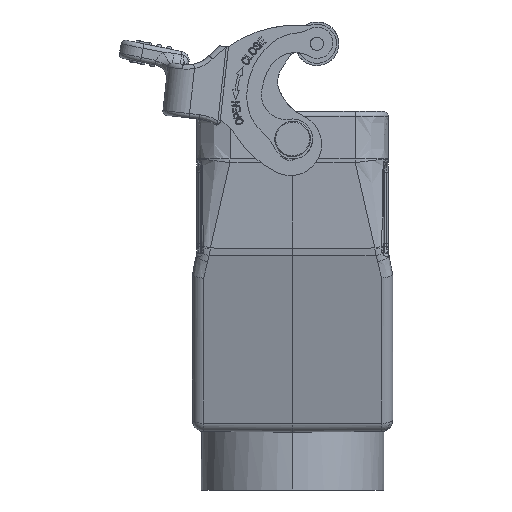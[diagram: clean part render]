
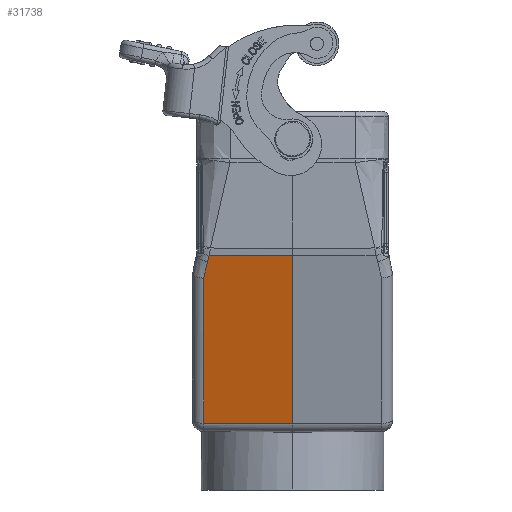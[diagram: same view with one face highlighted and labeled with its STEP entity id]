
A CAD part, left-side view. The second image highlights one B-rep face of the part: STEP entity #31738.
In plain terms, the highlighted planar face has unit normal (-0.966, 0.009, -0.259).
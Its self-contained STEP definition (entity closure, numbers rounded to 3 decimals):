
#4899=DIRECTION('',(-0.259,0.,0.966));
#4900=VECTOR('',#4899,39.136);
#4901=CARTESIAN_POINT('',(-24.451,0.,
-70.147));
#4902=LINE('',#4901,#4900);
#4968=CARTESIAN_POINT('',(-33.046,20.022,
-37.395));
#4970=DIRECTION('',(0.259,0.,-0.966));
#4971=VECTOR('',#4970,33.727);
#4972=CARTESIAN_POINT('',(-33.046,20.022,
-37.395));
#4973=LINE('',#4972,#4971);
#6220=DIRECTION('',(0.009,1.,0.002));
#6221=VECTOR('',#6220,18.768);
#6222=CARTESIAN_POINT('',(-34.58,0.,
-32.345));
#6223=LINE('',#6222,#6221);
#6240=CARTESIAN_POINT('',(-33.046,20.022,
-37.395));
#6241=CARTESIAN_POINT('',(-33.176,19.93,
-36.914));
#6242=CARTESIAN_POINT('',(-33.422,19.74,
-36.001));
#6243=CARTESIAN_POINT('',(-33.676,19.514,
-35.062));
#6244=CARTESIAN_POINT('',(-33.921,19.258,
-34.155));
#6245=CARTESIAN_POINT('',(-34.05,19.115,
-33.678));
#6247=CARTESIAN_POINT('',(-34.05,19.115,
-33.678));
#6248=CARTESIAN_POINT('',(-34.085,19.077,
-33.548));
#6249=CARTESIAN_POINT('',(-34.16,18.999,
-33.271));
#6250=CARTESIAN_POINT('',(-34.336,18.844,
-32.622));
#6251=CARTESIAN_POINT('',(-34.395,18.789,
-32.403));
#6252=CARTESIAN_POINT('',(-34.418,18.767,
-32.316));
#6254=DIRECTION('',(0.007,1.,0.009));
#6255=VECTOR('',#6254,20.023);
#6256=CARTESIAN_POINT('',(-24.451,0.,
-70.147));
#6257=LINE('',#6256,#6255);
#19501=CARTESIAN_POINT('',(-24.451,0.,
-70.147));
#19502=VERTEX_POINT('',#19501);
#19503=CARTESIAN_POINT('',(-34.58,0.,
-32.345));
#19504=VERTEX_POINT('',#19503);
#19506=CARTESIAN_POINT('',(-24.317,20.022,
-69.972));
#19507=VERTEX_POINT('',#19506);
#19512=VERTEX_POINT('',#4968);
#19614=CARTESIAN_POINT('',(-34.418,18.767,
-32.316));
#19615=VERTEX_POINT('',#19614);
#19618=VERTEX_POINT('',#6245);
#31723=CARTESIAN_POINT('',(-29.431,10.011,
-51.223));
#31724=DIRECTION('',(0.966,-0.009,0.259));
#31725=DIRECTION('',(-0.259,0.,0.966));
#31726=AXIS2_PLACEMENT_3D('',#31723,#31724,#31725);
#31727=PLANE('',#31726);
#31728=ORIENTED_EDGE('',*,*,#28699,.F.);
#31730=ORIENTED_EDGE('',*,*,#31729,.T.);
#31732=ORIENTED_EDGE('',*,*,#31731,.T.);
#31733=ORIENTED_EDGE('',*,*,#31711,.F.);
#31734=ORIENTED_EDGE('',*,*,#28631,.F.);
#31735=ORIENTED_EDGE('',*,*,#28667,.T.);
#31736=EDGE_LOOP('',(#31728,#31730,#31732,#31733,#31734,#31735));
#31737=FACE_OUTER_BOUND('',#31736,.F.);
#31738=ADVANCED_FACE('',(#31737),#31727,.F.);
#6246=B_SPLINE_CURVE_WITH_KNOTS('',3,(#6240,#6241,#6242,#6243,#6244,#6245),
.UNSPECIFIED.,.F.,.F.,(4,1,1,4),(0.,0.333,0.667,1.),
.UNSPECIFIED.);
#6253=B_SPLINE_CURVE_WITH_KNOTS('',3,(#6247,#6248,#6249,#6250,#6251,#6252),
.UNSPECIFIED.,.F.,.F.,(4,1,1,4),(0.,0.333,0.667,1.),
.UNSPECIFIED.);
#28631=EDGE_CURVE('',#19502,#19504,#4902,.T.);
#28667=EDGE_CURVE('',#19502,#19507,#6257,.T.);
#28699=EDGE_CURVE('',#19512,#19507,#4973,.T.);
#31711=EDGE_CURVE('',#19504,#19615,#6223,.T.);
#31729=EDGE_CURVE('',#19512,#19618,#6246,.T.);
#31731=EDGE_CURVE('',#19618,#19615,#6253,.T.);
